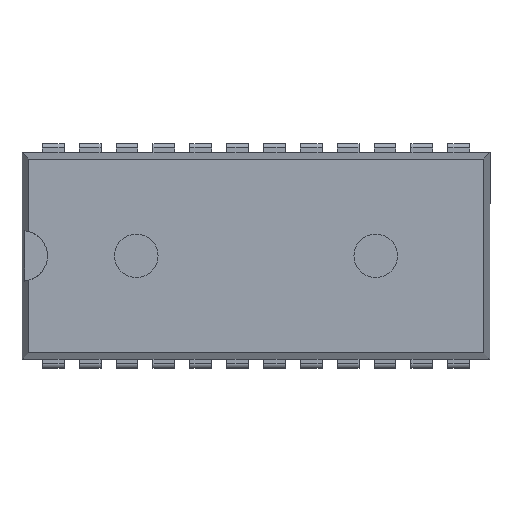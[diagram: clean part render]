
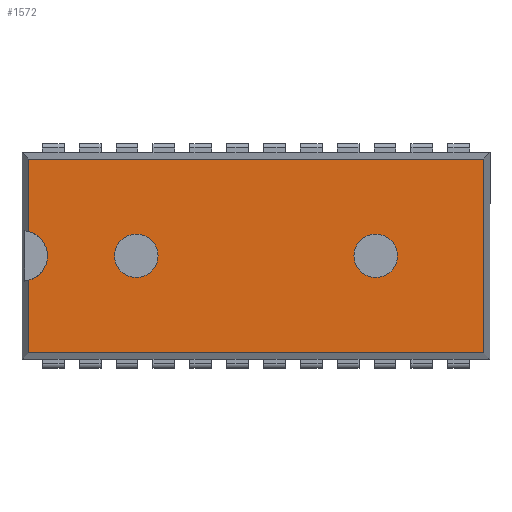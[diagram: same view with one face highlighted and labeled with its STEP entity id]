
A CAD part, top view. The second image highlights one B-rep face of the part: STEP entity #1572.
In plain terms, the highlighted planar face has unit normal (0, 0, 1).
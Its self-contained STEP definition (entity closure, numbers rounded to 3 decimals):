
#1503 = EDGE_CURVE ( 'NONE', #1562, #1504, #9980, .T. ) ;
#1504 = VERTEX_POINT ( 'NONE', #9971 ) ;
#1505 = ORIENTED_EDGE ( 'NONE', *, *, #1506, .T. ) ;
#1506 = EDGE_CURVE ( 'NONE', #1504, #1564, #9969, .T. ) ;
#1510 = ORIENTED_EDGE ( 'NONE', *, *, #1511, .T. ) ;
#1511 = EDGE_CURVE ( 'NONE', #1561, #1562, #9998, .T. ) ;
#1512 = ORIENTED_EDGE ( 'NONE', *, *, #1503, .T. ) ;
#1515 = ORIENTED_EDGE ( 'NONE', *, *, #1516, .F. ) ;
#1516 = EDGE_CURVE ( 'NONE', #5658, #5666, #9986, .T. ) ;
#1517 = ORIENTED_EDGE ( 'NONE', *, *, #5657, .F. ) ;
#1518 = EDGE_LOOP ( 'NONE', ( #1519, #1565, #1566, #1559, #1510, #1512, #1505 ) ) ;
#1519 = ORIENTED_EDGE ( 'NONE', *, *, #1563, .T. ) ;
#1521 = ORIENTED_EDGE ( 'NONE', *, *, #1522, .F. ) ;
#1522 = EDGE_CURVE ( 'NONE', #5615, #5602, #10036, .T. ) ;
#1523 = ORIENTED_EDGE ( 'NONE', *, *, #5613, .F. ) ;
#1524 = EDGE_LOOP ( 'NONE', ( #1515, #1517 ) ) ;
#1558 = VERTEX_POINT ( 'NONE', #10125 ) ;
#1559 = ORIENTED_EDGE ( 'NONE', *, *, #1560, .T. ) ;
#1560 = EDGE_CURVE ( 'NONE', #1558, #1561, #10124, .T. ) ;
#1561 = VERTEX_POINT ( 'NONE', #10120 ) ;
#1562 = VERTEX_POINT ( 'NONE', #10119 ) ;
#1563 = EDGE_CURVE ( 'NONE', #1564, #5670, #10118, .T. ) ;
#1564 = VERTEX_POINT ( 'NONE', #10114 ) ;
#1565 = ORIENTED_EDGE ( 'NONE', *, *, #5674, .F. ) ;
#1566 = ORIENTED_EDGE ( 'NONE', *, *, #1567, .F. ) ;
#1567 = EDGE_CURVE ( 'NONE', #1558, #5669, #10112, .T. ) ;
#1572 = ADVANCED_FACE ( 'NONE', ( #10145, #10144, #10143 ), #10185, .F. ) ;
#1573 = EDGE_LOOP ( 'NONE', ( #1521, #1523 ) ) ;
#5602 = VERTEX_POINT ( 'NONE', #12916 ) ;
#5613 = EDGE_CURVE ( 'NONE', #5602, #5615, #12938, .T. ) ;
#5615 = VERTEX_POINT ( 'NONE', #12929 ) ;
#5657 = EDGE_CURVE ( 'NONE', #5666, #5658, #13074, .T. ) ;
#5658 = VERTEX_POINT ( 'NONE', #13069 ) ;
#5666 = VERTEX_POINT ( 'NONE', #13110 ) ;
#5669 = VERTEX_POINT ( 'NONE', #13105 ) ;
#5670 = VERTEX_POINT ( 'NONE', #13104 ) ;
#5674 = EDGE_CURVE ( 'NONE', #5669, #5670, #13102, .T. ) ;
#9966 = DIRECTION ( 'NONE',  ( -1., 0., 0. ) ) ;
#9967 = VECTOR ( 'NONE', #9966, 1000. ) ;
#9968 = CARTESIAN_POINT ( 'NONE',  ( 0., 6.674, 5.7 ) ) ;
#9969 = LINE ( 'NONE', #9968, #9967 ) ;
#9971 = CARTESIAN_POINT ( 'NONE',  ( 15.694, 6.674, 5.7 ) ) ;
#9972 = DIRECTION ( 'NONE',  ( 0., 1., 0. ) ) ;
#9973 = VECTOR ( 'NONE', #9972, 1000. ) ;
#9974 = CARTESIAN_POINT ( 'NONE',  ( 15.694, 7.11, 5.7 ) ) ;
#9980 = LINE ( 'NONE', #9974, #9973 ) ;
#9982 = DIRECTION ( 'NONE',  ( 1., 0., 0. ) ) ;
#9983 = DIRECTION ( 'NONE',  ( 0., 0., 1. ) ) ;
#9984 = CARTESIAN_POINT ( 'NONE',  ( -8.25, 0., 5.7 ) ) ;
#9985 = AXIS2_PLACEMENT_3D ( 'NONE', #9984, #9983, #9982 ) ;
#9986 = CIRCLE ( 'NONE', #9985, 1.5 ) ;
#9995 = DIRECTION ( 'NONE',  ( 1., 0., 0. ) ) ;
#9996 = VECTOR ( 'NONE', #9995, 1000. ) ;
#9997 = CARTESIAN_POINT ( 'NONE',  ( 0., -6.674, 5.7 ) ) ;
#9998 = LINE ( 'NONE', #9997, #9996 ) ;
#10032 = DIRECTION ( 'NONE',  ( 1., 0., 0. ) ) ;
#10033 = DIRECTION ( 'NONE',  ( 0., 0., 1. ) ) ;
#10034 = CARTESIAN_POINT ( 'NONE',  ( 8.25, 0., 5.7 ) ) ;
#10035 = AXIS2_PLACEMENT_3D ( 'NONE', #10034, #10033, #10032 ) ;
#10036 = CIRCLE ( 'NONE', #10035, 1.5 ) ;
#10108 = DIRECTION ( 'NONE',  ( 1., 0., 0. ) ) ;
#10109 = DIRECTION ( 'NONE',  ( 0., 0., 1. ) ) ;
#10110 = CARTESIAN_POINT ( 'NONE',  ( -16.13, 0., 5.7 ) ) ;
#10111 = AXIS2_PLACEMENT_3D ( 'NONE', #10110, #10109, #10108 ) ;
#10112 = CIRCLE ( 'NONE', #10111, 1.75 ) ;
#10114 = CARTESIAN_POINT ( 'NONE',  ( -15.694, 6.674, 5.7 ) ) ;
#10115 = DIRECTION ( 'NONE',  ( 0., -1., 0. ) ) ;
#10116 = VECTOR ( 'NONE', #10115, 1000. ) ;
#10117 = CARTESIAN_POINT ( 'NONE',  ( -15.694, 7.11, 5.7 ) ) ;
#10118 = LINE ( 'NONE', #10117, #10116 ) ;
#10119 = CARTESIAN_POINT ( 'NONE',  ( 15.694, -6.674, 5.7 ) ) ;
#10120 = CARTESIAN_POINT ( 'NONE',  ( -15.694, -6.674, 5.7 ) ) ;
#10121 = DIRECTION ( 'NONE',  ( 0., -1., 0. ) ) ;
#10122 = VECTOR ( 'NONE', #10121, 1000. ) ;
#10123 = CARTESIAN_POINT ( 'NONE',  ( -15.694, 7.11, 5.7 ) ) ;
#10124 = LINE ( 'NONE', #10123, #10122 ) ;
#10125 = CARTESIAN_POINT ( 'NONE',  ( -15.694, -1.695, 5.7 ) ) ;
#10143 = FACE_OUTER_BOUND ( 'NONE', #1518, .T. ) ;
#10144 = FACE_BOUND ( 'NONE', #1524, .T. ) ;
#10145 = FACE_BOUND ( 'NONE', #1573, .T. ) ;
#10180 = DIRECTION ( 'NONE',  ( -1., 0., 0. ) ) ;
#10181 = DIRECTION ( 'NONE',  ( 0., 0., -1. ) ) ;
#10182 = CARTESIAN_POINT ( 'NONE',  ( 0., 7.11, 5.7 ) ) ;
#10183 = AXIS2_PLACEMENT_3D ( 'NONE', #10182, #10181, #10180 ) ;
#10185 = PLANE ( 'NONE',  #10183 ) ;
#12916 = CARTESIAN_POINT ( 'NONE',  ( 6.75, 0., 5.7 ) ) ;
#12929 = CARTESIAN_POINT ( 'NONE',  ( 9.75, 0., 5.7 ) ) ;
#12930 = DIRECTION ( 'NONE',  ( 1., 0., 0. ) ) ;
#12931 = DIRECTION ( 'NONE',  ( 0., 0., 1. ) ) ;
#12932 = CARTESIAN_POINT ( 'NONE',  ( 8.25, 0., 5.7 ) ) ;
#12933 = AXIS2_PLACEMENT_3D ( 'NONE', #12932, #12931, #12930 ) ;
#12938 = CIRCLE ( 'NONE', #12933, 1.5 ) ;
#13069 = CARTESIAN_POINT ( 'NONE',  ( -6.75, 0., 5.7 ) ) ;
#13070 = DIRECTION ( 'NONE',  ( 1., 0., 0. ) ) ;
#13071 = DIRECTION ( 'NONE',  ( 0., 0., 1. ) ) ;
#13072 = CARTESIAN_POINT ( 'NONE',  ( -8.25, 0., 5.7 ) ) ;
#13073 = AXIS2_PLACEMENT_3D ( 'NONE', #13072, #13071, #13070 ) ;
#13074 = CIRCLE ( 'NONE', #13073, 1.5 ) ;
#13098 = DIRECTION ( 'NONE',  ( 1., 0., 0. ) ) ;
#13099 = DIRECTION ( 'NONE',  ( 0., 0., 1. ) ) ;
#13100 = CARTESIAN_POINT ( 'NONE',  ( -16.13, 0., 5.7 ) ) ;
#13101 = AXIS2_PLACEMENT_3D ( 'NONE', #13100, #13099, #13098 ) ;
#13102 = CIRCLE ( 'NONE', #13101, 1.75 ) ;
#13104 = CARTESIAN_POINT ( 'NONE',  ( -15.694, 1.695, 5.7 ) ) ;
#13105 = CARTESIAN_POINT ( 'NONE',  ( -14.38, 0., 5.7 ) ) ;
#13110 = CARTESIAN_POINT ( 'NONE',  ( -9.75, 0., 5.7 ) ) ;
